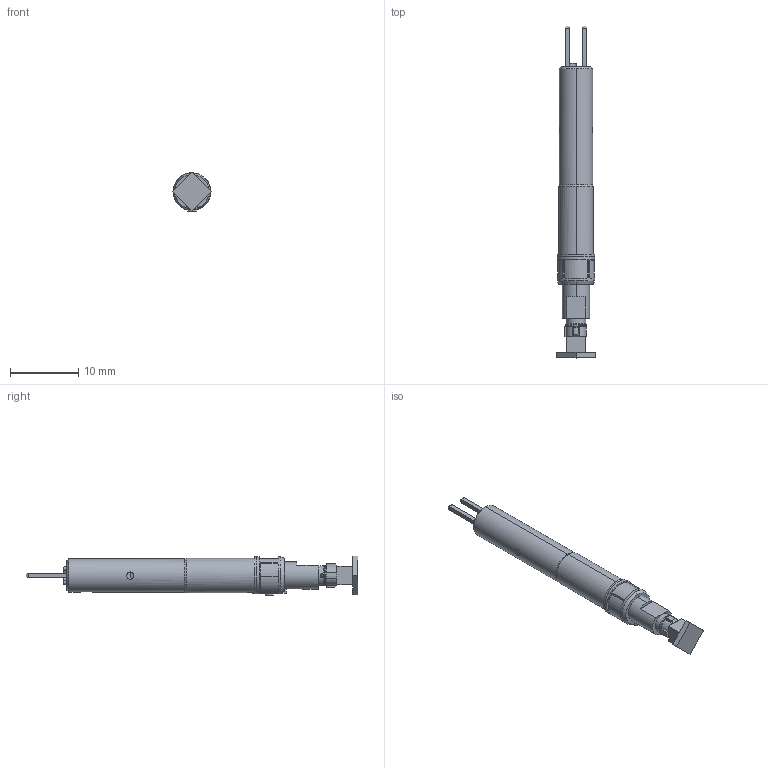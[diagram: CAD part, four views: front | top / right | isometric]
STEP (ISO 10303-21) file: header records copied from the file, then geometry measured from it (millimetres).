
FILE_DESCRIPTION (( 'STEP AP214' ), '1' );
FILE_NAME ('INGUN_114387.STEP', '2022-09-21T07:27:20', ( '' ), ( '' ), 'SwSTEP 2.0', 'SolidWorks 2021', '' );
FILE_SCHEMA (( 'AUTOMOTIVE_DESIGN' ));
Length unit declared in the file: millimetre
Products named in the file (6): 114373~0_S; 114374~0_S; 108704~0_NanoVTEP 4x4; INGUN_114387; 114385~0_S; 108707~0_S
Assembly tree (5 placements, depth 3):
  INGUN_114387
    114385~0_S
      114374~0_S
      114373~0_S
      108707~0_S
    108704~0_NanoVTEP 4x4
Bounding box: 5.66 x 48.7 x 5.78 mm (x, y, z)
Volume: 540.7 mm3; surface area: 1789.9 mm2
Topology: 4 solids, 12 shells, 379 faces, 1011 edges, 666 vertices
Faces by surface type: plane 224, bspline 114, cylinder 31, cone 6, torus 4
Entity records: 20312 total; most frequent: CARTESIAN_POINT 11081, ORIENTED_EDGE 1988, DIRECTION 1263, EDGE_CURVE 995, VERTEX_POINT 666, LINE 533, VECTOR 533, EDGE_LOOP 408
